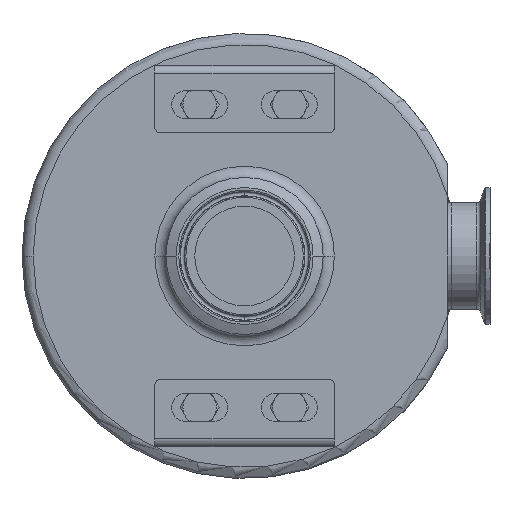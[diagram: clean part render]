
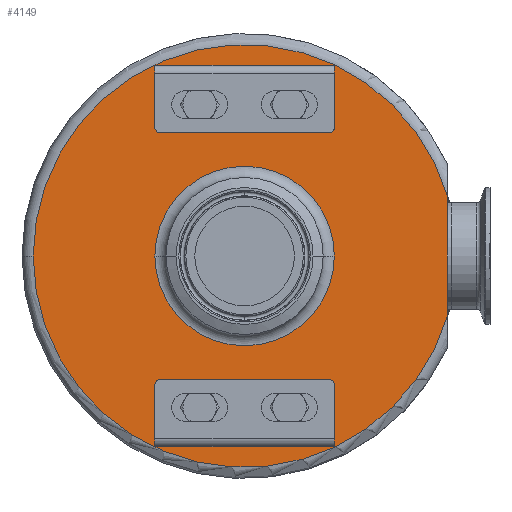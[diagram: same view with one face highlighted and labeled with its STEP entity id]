
A CAD part, front view. The second image highlights one B-rep face of the part: STEP entity #4149.
In plain terms, the highlighted planar face has unit normal (0, -1, 0).
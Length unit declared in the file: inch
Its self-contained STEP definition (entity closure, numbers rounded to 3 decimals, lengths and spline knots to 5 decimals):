
#69 = AXIS2_PLACEMENT_3D ( 'NONE', #12089, #2561, #7948 ) ;
#127 = CARTESIAN_POINT ( 'NONE',  ( 2., -1.97, -2.75008 ) ) ;
#136 = CARTESIAN_POINT ( 'NONE',  ( 2., -1.97, 4.05867 ) ) ;
#293 = CARTESIAN_POINT ( 'NONE',  ( -1.875, -1.97, 2.87117 ) ) ;
#311 = LINE ( 'NONE', #5165, #12944 ) ;
#398 = ORIENTED_EDGE ( 'NONE', *, *, #2177, .T. ) ;
#429 = DIRECTION ( 'NONE',  ( 0., 1., 0. ) ) ;
#448 = VERTEX_POINT ( 'NONE', #9958 ) ;
#482 = AXIS2_PLACEMENT_3D ( 'NONE', #9369, #3060, #10373 ) ;
#566 = AXIS2_PLACEMENT_3D ( 'NONE', #9364, #7171, #10280 ) ;
#605 = CIRCLE ( 'NONE', #482, 0.125 ) ;
#756 = EDGE_CURVE ( 'NONE', #1211, #4922, #11226, .T. ) ;
#981 = DIRECTION ( 'NONE',  ( 0., 1., 0. ) ) ;
#1029 = ORIENTED_EDGE ( 'NONE', *, *, #11877, .T. ) ;
#1192 = LINE ( 'NONE', #7146, #11710 ) ;
#1211 = VERTEX_POINT ( 'NONE', #2074 ) ;
#1240 = DIRECTION ( 'NONE',  ( 0., 0., -1. ) ) ;
#1243 = EDGE_CURVE ( 'NONE', #9390, #3696, #4566, .T. ) ;
#1395 = DIRECTION ( 'NONE',  ( 0., 0., -1. ) ) ;
#1521 = FACE_BOUND ( 'NONE', #2046, .T. ) ;
#1601 = VERTEX_POINT ( 'NONE', #7985 ) ;
#1696 = VERTEX_POINT ( 'NONE', #2016 ) ;
#1763 = LINE ( 'NONE', #127, #1906 ) ;
#1810 = LINE ( 'NONE', #10378, #7182 ) ;
#1857 = CARTESIAN_POINT ( 'NONE',  ( 2., -1.97, -2.87508 ) ) ;
#1906 = VECTOR ( 'NONE', #11569, 39.37008 ) ;
#1921 = LINE ( 'NONE', #11863, #5331 ) ;
#1958 = CARTESIAN_POINT ( 'NONE',  ( -2., -1.97, -4.06258 ) ) ;
#1998 = FACE_BOUND ( 'NONE', #3633, .T. ) ;
#2016 = CARTESIAN_POINT ( 'NONE',  ( 4.516, -1.97, 1.33785 ) ) ;
#2046 = EDGE_LOOP ( 'NONE', ( #5283, #3325, #398, #11462, #9064, #12336 ) ) ;
#2074 = CARTESIAN_POINT ( 'NONE',  ( -1.875, -1.97, 2.74617 ) ) ;
#2177 = EDGE_CURVE ( 'NONE', #448, #13160, #605, .T. ) ;
#2212 = CARTESIAN_POINT ( 'NONE',  ( -4.71, -1.97, 0. ) ) ;
#2451 = CARTESIAN_POINT ( 'NONE',  ( 1.875, -1.97, -2.75008 ) ) ;
#2561 = DIRECTION ( 'NONE',  ( 0., 1., 0. ) ) ;
#2680 = EDGE_CURVE ( 'NONE', #3696, #1696, #6907, .T. ) ;
#2706 = CARTESIAN_POINT ( 'NONE',  ( -2., -1.97, 2.87117 ) ) ;
#2987 = CARTESIAN_POINT ( 'NONE',  ( 0., -1.97, 0. ) ) ;
#3013 = CARTESIAN_POINT ( 'NONE',  ( 2., -1.97, 4.05867 ) ) ;
#3060 = DIRECTION ( 'NONE',  ( 0., 1., 0. ) ) ;
#3088 = VERTEX_POINT ( 'NONE', #9295 ) ;
#3275 = FACE_OUTER_BOUND ( 'NONE', #9028, .T. ) ;
#3310 = ORIENTED_EDGE ( 'NONE', *, *, #2680, .F. ) ;
#3325 = ORIENTED_EDGE ( 'NONE', *, *, #9241, .T. ) ;
#3633 = EDGE_LOOP ( 'NONE', ( #11738, #12059 ) ) ;
#3696 = VERTEX_POINT ( 'NONE', #2212 ) ;
#3748 = CARTESIAN_POINT ( 'NONE',  ( -1.875, -1.97, -2.87508 ) ) ;
#3973 = CIRCLE ( 'NONE', #4862, 0.125 ) ;
#4083 = DIRECTION ( 'NONE',  ( 0., 0., 1. ) ) ;
#4149 = ADVANCED_FACE ( 'NONE', ( #1521, #6386, #3275, #1998 ), #5769, .F. ) ;
#4165 = DIRECTION ( 'NONE',  ( -1., 0., 0. ) ) ;
#4291 = CARTESIAN_POINT ( 'NONE',  ( 0., -1.97, 0. ) ) ;
#4342 = CARTESIAN_POINT ( 'NONE',  ( -2., -1.97, 4.05867 ) ) ;
#4361 = DIRECTION ( 'NONE',  ( 0., 1., 0. ) ) ;
#4387 = VECTOR ( 'NONE', #1395, 39.37008 ) ;
#4464 = VERTEX_POINT ( 'NONE', #4342 ) ;
#4492 = DIRECTION ( 'NONE',  ( -1., 0., 0. ) ) ;
#4562 = CARTESIAN_POINT ( 'NONE',  ( 2., -1.97, -4.06258 ) ) ;
#4566 = CIRCLE ( 'NONE', #566, 4.71 ) ;
#4570 = CIRCLE ( 'NONE', #11554, 2. ) ;
#4755 = CARTESIAN_POINT ( 'NONE',  ( -1.875, -1.97, -2.75008 ) ) ;
#4862 = AXIS2_PLACEMENT_3D ( 'NONE', #3748, #7950, #10957 ) ;
#4922 = VERTEX_POINT ( 'NONE', #2706 ) ;
#4994 = DIRECTION ( 'NONE',  ( 1., 0., 0. ) ) ;
#5165 = CARTESIAN_POINT ( 'NONE',  ( 4.516, -1.97, 0. ) ) ;
#5283 = ORIENTED_EDGE ( 'NONE', *, *, #8358, .T. ) ;
#5331 = VECTOR ( 'NONE', #6668, 39.37008 ) ;
#5334 = EDGE_CURVE ( 'NONE', #13268, #3088, #7004, .T. ) ;
#5378 = DIRECTION ( 'NONE',  ( 0., 1., 0. ) ) ;
#5540 = LINE ( 'NONE', #136, #4387 ) ;
#5645 = CARTESIAN_POINT ( 'NONE',  ( -2., -1.97, 0. ) ) ;
#5769 = PLANE ( 'NONE',  #69 ) ;
#5843 = VERTEX_POINT ( 'NONE', #2451 ) ;
#5858 = EDGE_CURVE ( 'NONE', #7965, #1601, #9908, .T. ) ;
#5955 = AXIS2_PLACEMENT_3D ( 'NONE', #4291, #5378, #9665 ) ;
#6095 = CARTESIAN_POINT ( 'NONE',  ( -2., -1.97, 2.74617 ) ) ;
#6287 = ORIENTED_EDGE ( 'NONE', *, *, #10025, .T. ) ;
#6348 = VECTOR ( 'NONE', #4994, 39.37008 ) ;
#6386 = FACE_BOUND ( 'NONE', #8638, .T. ) ;
#6441 = DIRECTION ( 'NONE',  ( 0., 0., 1. ) ) ;
#6449 = VECTOR ( 'NONE', #10342, 39.37008 ) ;
#6615 = CIRCLE ( 'NONE', #7124, 0.125 ) ;
#6621 = CARTESIAN_POINT ( 'NONE',  ( 1.875, -1.97, 2.74617 ) ) ;
#6668 = DIRECTION ( 'NONE',  ( 0., 0., -1. ) ) ;
#6907 = CIRCLE ( 'NONE', #5955, 4.71 ) ;
#7004 = LINE ( 'NONE', #10544, #7654 ) ;
#7124 = AXIS2_PLACEMENT_3D ( 'NONE', #12505, #10466, #1240 ) ;
#7146 = CARTESIAN_POINT ( 'NONE',  ( 2., -1.97, -4.06258 ) ) ;
#7171 = DIRECTION ( 'NONE',  ( 0., 1., 0. ) ) ;
#7182 = VECTOR ( 'NONE', #4165, 39.37008 ) ;
#7201 = VERTEX_POINT ( 'NONE', #1857 ) ;
#7308 = VERTEX_POINT ( 'NONE', #3013 ) ;
#7520 = CARTESIAN_POINT ( 'NONE',  ( 0., -1.97, 0. ) ) ;
#7654 = VECTOR ( 'NONE', #6441, 39.37008 ) ;
#7761 = ORIENTED_EDGE ( 'NONE', *, *, #8691, .T. ) ;
#7948 = DIRECTION ( 'NONE',  ( -1., 0., 0. ) ) ;
#7950 = DIRECTION ( 'NONE',  ( 0., 1., 0. ) ) ;
#7965 = VERTEX_POINT ( 'NONE', #5645 ) ;
#7985 = CARTESIAN_POINT ( 'NONE',  ( 2., -1.97, 0. ) ) ;
#8358 = EDGE_CURVE ( 'NONE', #4464, #7308, #12267, .T. ) ;
#8392 = ORIENTED_EDGE ( 'NONE', *, *, #12578, .F. ) ;
#8638 = EDGE_LOOP ( 'NONE', ( #6287, #10856, #7761, #8392, #12065, #11521 ) ) ;
#8691 = EDGE_CURVE ( 'NONE', #3088, #8701, #3973, .T. ) ;
#8701 = VERTEX_POINT ( 'NONE', #4755 ) ;
#8784 = LINE ( 'NONE', #6095, #6348 ) ;
#8957 = ORIENTED_EDGE ( 'NONE', *, *, #1243, .F. ) ;
#9028 = EDGE_LOOP ( 'NONE', ( #8957, #1029, #3310 ) ) ;
#9064 = ORIENTED_EDGE ( 'NONE', *, *, #756, .T. ) ;
#9162 = DIRECTION ( 'NONE',  ( -1., 0., 0. ) ) ;
#9241 = EDGE_CURVE ( 'NONE', #7308, #448, #5540, .T. ) ;
#9295 = CARTESIAN_POINT ( 'NONE',  ( -2., -1.97, -2.87508 ) ) ;
#9364 = CARTESIAN_POINT ( 'NONE',  ( 0., -1.97, 0. ) ) ;
#9369 = CARTESIAN_POINT ( 'NONE',  ( 1.875, -1.97, 2.87117 ) ) ;
#9380 = CARTESIAN_POINT ( 'NONE',  ( -2., -1.97, 4.05867 ) ) ;
#9390 = VERTEX_POINT ( 'NONE', #9997 ) ;
#9415 = EDGE_CURVE ( 'NONE', #13196, #7201, #1192, .T. ) ;
#9440 = EDGE_CURVE ( 'NONE', #1601, #7965, #4570, .T. ) ;
#9665 = DIRECTION ( 'NONE',  ( -1., 0., 0. ) ) ;
#9908 = CIRCLE ( 'NONE', #13103, 2. ) ;
#9958 = CARTESIAN_POINT ( 'NONE',  ( 2., -1.97, 2.87117 ) ) ;
#9997 = CARTESIAN_POINT ( 'NONE',  ( 4.516, -1.97, -1.33785 ) ) ;
#10025 = EDGE_CURVE ( 'NONE', #13196, #13268, #1810, .T. ) ;
#10280 = DIRECTION ( 'NONE',  ( -1., 0., 0. ) ) ;
#10342 = DIRECTION ( 'NONE',  ( 1., 0., 0. ) ) ;
#10373 = DIRECTION ( 'NONE',  ( 0., 0., 1. ) ) ;
#10378 = CARTESIAN_POINT ( 'NONE',  ( 2., -1.97, -4.06258 ) ) ;
#10466 = DIRECTION ( 'NONE',  ( 0., 1., 0. ) ) ;
#10544 = CARTESIAN_POINT ( 'NONE',  ( -2., -1.97, -4.06258 ) ) ;
#10560 = DIRECTION ( 'NONE',  ( 0., 0., 1. ) ) ;
#10663 = EDGE_CURVE ( 'NONE', #1211, #13160, #8784, .T. ) ;
#10856 = ORIENTED_EDGE ( 'NONE', *, *, #5334, .T. ) ;
#10957 = DIRECTION ( 'NONE',  ( 0., 0., -1. ) ) ;
#11226 = CIRCLE ( 'NONE', #11479, 0.125 ) ;
#11462 = ORIENTED_EDGE ( 'NONE', *, *, #10663, .F. ) ;
#11479 = AXIS2_PLACEMENT_3D ( 'NONE', #293, #429, #10560 ) ;
#11521 = ORIENTED_EDGE ( 'NONE', *, *, #9415, .F. ) ;
#11554 = AXIS2_PLACEMENT_3D ( 'NONE', #2987, #981, #9162 ) ;
#11569 = DIRECTION ( 'NONE',  ( -1., 0., 0. ) ) ;
#11710 = VECTOR ( 'NONE', #4083, 39.37008 ) ;
#11738 = ORIENTED_EDGE ( 'NONE', *, *, #5858, .T. ) ;
#11863 = CARTESIAN_POINT ( 'NONE',  ( -2., -1.97, 4.05867 ) ) ;
#11877 = EDGE_CURVE ( 'NONE', #9390, #1696, #311, .T. ) ;
#12059 = ORIENTED_EDGE ( 'NONE', *, *, #9440, .T. ) ;
#12065 = ORIENTED_EDGE ( 'NONE', *, *, #12965, .T. ) ;
#12089 = CARTESIAN_POINT ( 'NONE',  ( 2., -1.97, 0. ) ) ;
#12109 = EDGE_CURVE ( 'NONE', #4464, #4922, #1921, .T. ) ;
#12267 = LINE ( 'NONE', #9380, #6449 ) ;
#12336 = ORIENTED_EDGE ( 'NONE', *, *, #12109, .F. ) ;
#12418 = DIRECTION ( 'NONE',  ( 0., 0., 1. ) ) ;
#12505 = CARTESIAN_POINT ( 'NONE',  ( 1.875, -1.97, -2.87508 ) ) ;
#12578 = EDGE_CURVE ( 'NONE', #5843, #8701, #1763, .T. ) ;
#12944 = VECTOR ( 'NONE', #12418, 39.37008 ) ;
#12965 = EDGE_CURVE ( 'NONE', #5843, #7201, #6615, .T. ) ;
#13103 = AXIS2_PLACEMENT_3D ( 'NONE', #7520, #4361, #4492 ) ;
#13160 = VERTEX_POINT ( 'NONE', #6621 ) ;
#13196 = VERTEX_POINT ( 'NONE', #4562 ) ;
#13268 = VERTEX_POINT ( 'NONE', #1958 ) ;
